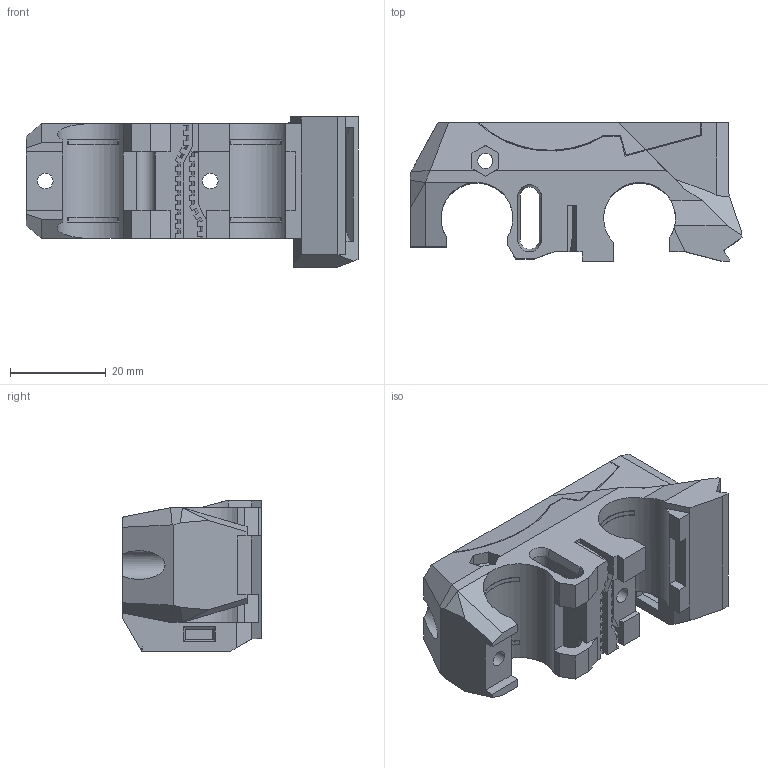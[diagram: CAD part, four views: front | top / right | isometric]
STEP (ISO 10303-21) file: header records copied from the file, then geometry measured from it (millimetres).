
FILE_DESCRIPTION(/* description */ (''),/* implementation_level */ '2;1');
FILE_NAME(/* name */ 'MINI-x-carriage.stp',/* time_stamp */ '2020-01-22T16:20:56+01:00',/* author */ ('Robert Turinsky'),/* organization */ (''),/* preprocessor_version */ 'ST-DEVELOPER v17.2',/* originating_system */ 'Autodesk Inventor 2019',/* authorisation */ '');
FILE_SCHEMA (('AUTOMOTIVE_DESIGN { 1 0 10303 214 3 1 1 }'));
Length unit declared in the file: millimetre
Products named in the file (1): extruder-base-edit(2)_mirrored
Bounding box: 69.41 x 29 x 31.42 mm (x, y, z)
Volume: 20143 mm3; surface area: 13357.4 mm2
Topology: 1 solids, 2 shells, 430 faces, 1216 edges, 795 vertices
Faces by surface type: plane 373, cylinder 29, bspline 19, cone 8, torus 1
Full cylindrical faces by diameter (mm): 3.2 x2, 3.3 x4, 5.7 x1, 6 x2
Entity records: 14285 total; most frequent: CARTESIAN_POINT 2821, ORIENTED_EDGE 2432, DIRECTION 2114, EDGE_CURVE 1216, LINE 1062, VECTOR 1062, VERTEX_POINT 795, AXIS2_PLACEMENT_3D 526
